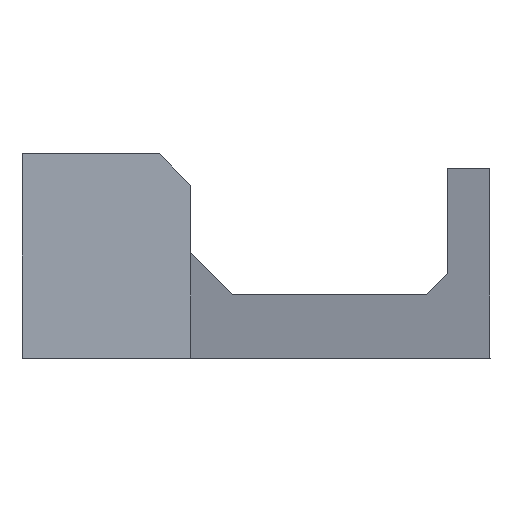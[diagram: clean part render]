
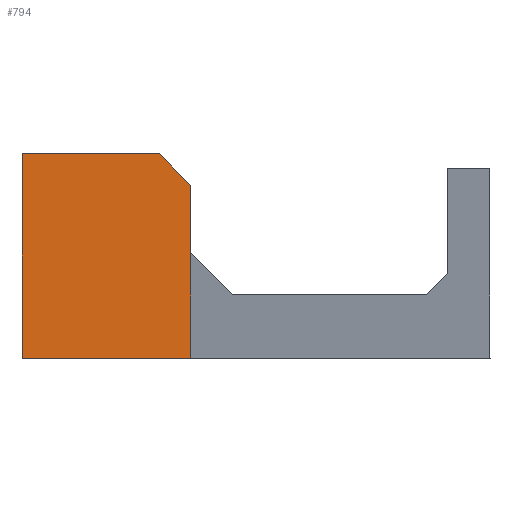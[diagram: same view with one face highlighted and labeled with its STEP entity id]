
A CAD part, left-side view. The second image highlights one B-rep face of the part: STEP entity #794.
In plain terms, the highlighted planar face has unit normal (-1, 0, 0).
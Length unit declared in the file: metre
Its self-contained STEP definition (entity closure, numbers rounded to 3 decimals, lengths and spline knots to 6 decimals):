
#50=ORIENTED_EDGE('',*,*,#255,.T.);
#51=ORIENTED_EDGE('',*,*,#278,.T.);
#52=ORIENTED_EDGE('',*,*,#274,.T.);
#53=ORIENTED_EDGE('',*,*,#279,.F.);
#54=ORIENTED_EDGE('',*,*,#280,.F.);
#55=ORIENTED_EDGE('',*,*,#281,.T.);
#255=EDGE_CURVE('',#370,#369,#445,.T.);
#274=EDGE_CURVE('',#387,#388,#462,.T.);
#278=EDGE_CURVE('',#369,#387,#466,.F.);
#279=EDGE_CURVE('',#391,#388,#467,.T.);
#280=EDGE_CURVE('',#392,#391,#468,.T.);
#281=EDGE_CURVE('',#392,#370,#469,.T.);
#369=VERTEX_POINT('',#1109);
#370=VERTEX_POINT('',#1111);
#387=VERTEX_POINT('',#1150);
#388=VERTEX_POINT('',#1151);
#391=VERTEX_POINT('',#1160);
#392=VERTEX_POINT('',#1162);
#445=LINE('',#1110,#553);
#462=LINE('',#1149,#570);
#466=LINE('',#1158,#574);
#467=LINE('',#1159,#575);
#468=LINE('',#1161,#576);
#469=LINE('',#1163,#577);
#553=VECTOR('',#902,1.);
#570=VECTOR('',#929,1.);
#574=VECTOR('',#935,1.);
#575=VECTOR('',#936,1.);
#576=VECTOR('',#937,1.);
#577=VECTOR('',#938,1.);
#661=EDGE_LOOP('',(#50,#51,#52,#53,#54,#55));
#709=FACE_BOUND('',#661,.T.);
#756=PLANE('',#850);
#794=ADVANCED_FACE('',(#709),#756,.T.);
#850=AXIS2_PLACEMENT_3D('',#1157,#933,#934);
#902=DIRECTION('',(0.,0.,1.));
#929=DIRECTION('',(0.,1.,0.));
#933=DIRECTION('',(-1.,0.,0.));
#934=DIRECTION('',(0.,0.,1.));
#935=DIRECTION('',(0.,-0.707,-0.707));
#936=DIRECTION('',(0.,0.,1.));
#937=DIRECTION('',(0.,1.,0.));
#938=DIRECTION('',(0.,0.,1.));
#1109=CARTESIAN_POINT('',(-0.005395,-0.004,0.0037));
#1110=CARTESIAN_POINT('',(-0.005395,-0.004,0.00185));
#1111=CARTESIAN_POINT('',(-0.005395,-0.004,0.0005));
#1149=CARTESIAN_POINT('',(-0.005395,-0.004,0.0052));
#1150=CARTESIAN_POINT('',(-0.005395,-0.0025,0.0052));
#1151=CARTESIAN_POINT('',(-0.005395,0.004,0.0052));
#1157=CARTESIAN_POINT('',(-0.005395,-0.004,0.00185));
#1158=CARTESIAN_POINT('',(-0.005395,-0.004925,0.002775));
#1159=CARTESIAN_POINT('',(-0.005395,0.004,0.00185));
#1160=CARTESIAN_POINT('',(-0.005395,0.004,-0.0045));
#1161=CARTESIAN_POINT('',(-0.005395,-0.004,-0.0045));
#1162=CARTESIAN_POINT('',(-0.005395,-0.004,-0.0045));
#1163=CARTESIAN_POINT('',(-0.005395,-0.004,-0.0045));
